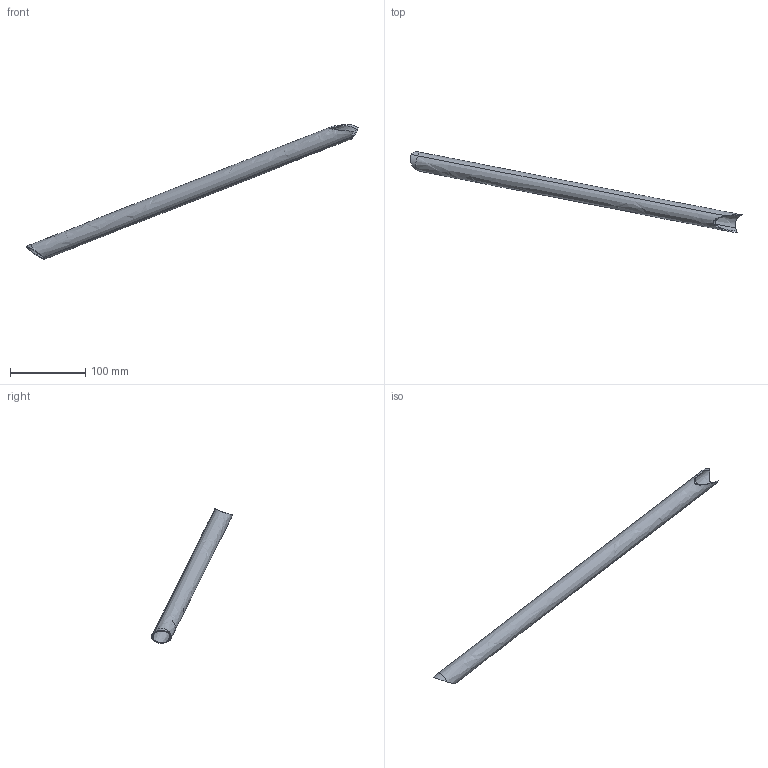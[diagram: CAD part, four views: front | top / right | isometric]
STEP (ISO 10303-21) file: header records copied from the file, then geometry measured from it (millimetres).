
FILE_DESCRIPTION(('CATIA V5 STEP Exchange'),'2;1');
FILE_NAME('5.stp','2017-12-23T17:49:33+00:00',('none'),('none'),'CATIA Version 5 Release 19 SP 2 (IN-10)','CATIA V5 STEP AP203','none');
FILE_SCHEMA(('CONFIG_CONTROL_DESIGN'));
Length unit declared in the file: millimetre
Products named in the file (1): Shape_920
Bounding box: 441.68 x 107.43 x 179.08 mm (x, y, z)
Volume: 49961 mm3; surface area: 66962.8 mm2
Topology: 1 solids, 1 shells, 12 faces, 31 edges, 20 vertices
Faces by surface type: cylinder 7, bspline 4, plane 1
Entity records: 746 total; most frequent: CARTESIAN_POINT 477, ORIENTED_EDGE 62, EDGE_CURVE 31, DIRECTION 21, B_SPLINE_CURVE_WITH_KNOTS 20, VERTEX_POINT 20, EDGE_LOOP 13, AXIS2_PLACEMENT_3D 12
